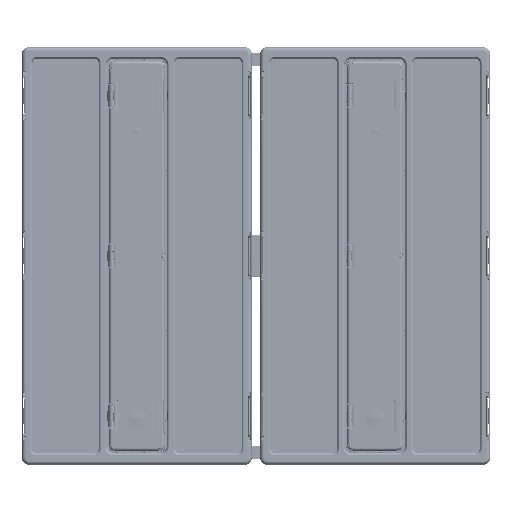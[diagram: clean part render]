
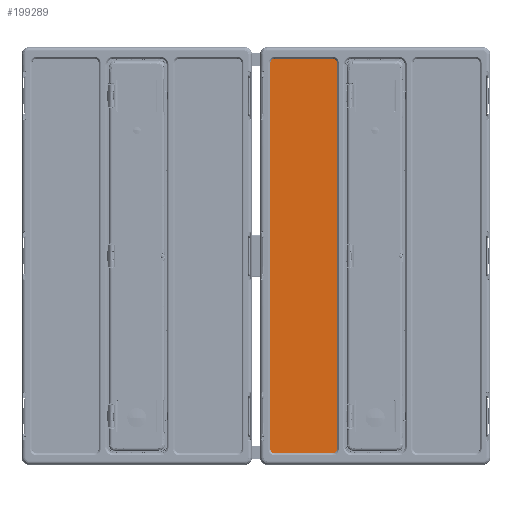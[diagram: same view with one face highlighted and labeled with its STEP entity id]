
A CAD part, front view. The second image highlights one B-rep face of the part: STEP entity #199289.
In plain terms, the highlighted planar face has unit normal (0, -1, 0).
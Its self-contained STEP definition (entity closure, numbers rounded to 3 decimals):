
#190048=CARTESIAN_POINT('',(1.235,-2.535,-17.585));
#190049=CARTESIAN_POINT('',(1.215,-2.535,-17.585));
#190050=CARTESIAN_POINT('',(1.179,-2.535,-17.58));
#190051=CARTESIAN_POINT('',(1.134,-2.535,-17.562));
#190052=CARTESIAN_POINT('',(1.093,-2.535,-17.534));
#190053=CARTESIAN_POINT('',(1.055,-2.535,-17.494));
#190054=CARTESIAN_POINT('',(1.026,-2.535,-17.436));
#190055=CARTESIAN_POINT('',(1.019,-2.535,-17.392));
#190056=CARTESIAN_POINT('',(1.019,-2.535,-17.369));
#190058=DIRECTION('',(0.,0.,1.));
#190059=VECTOR('',#190058,34.739);
#190060=CARTESIAN_POINT('',(1.019,-2.535,-17.369));
#190061=LINE('',#190060,#190059);
#190062=CARTESIAN_POINT('',(1.019,-2.535,17.371));
#190063=CARTESIAN_POINT('',(1.019,-2.535,17.391));
#190064=CARTESIAN_POINT('',(1.024,-2.535,17.427));
#190065=CARTESIAN_POINT('',(1.042,-2.535,17.472));
#190066=CARTESIAN_POINT('',(1.069,-2.535,17.513));
#190067=CARTESIAN_POINT('',(1.11,-2.535,17.551));
#190068=CARTESIAN_POINT('',(1.167,-2.535,17.58));
#190069=CARTESIAN_POINT('',(1.211,-2.535,17.588));
#190070=CARTESIAN_POINT('',(1.235,-2.535,17.588));
#190072=DIRECTION('',(1.,0.,0.));
#190073=VECTOR('',#190072,5.864);
#190074=CARTESIAN_POINT('',(1.235,-2.535,17.588));
#190075=LINE('',#190074,#190073);
#190076=CARTESIAN_POINT('',(7.1,-2.535,17.588));
#190077=CARTESIAN_POINT('',(7.119,-2.535,17.588));
#190078=CARTESIAN_POINT('',(7.156,-2.535,17.582));
#190079=CARTESIAN_POINT('',(7.201,-2.535,17.564));
#190080=CARTESIAN_POINT('',(7.242,-2.535,17.537));
#190081=CARTESIAN_POINT('',(7.28,-2.535,17.496));
#190082=CARTESIAN_POINT('',(7.309,-2.535,17.439));
#190083=CARTESIAN_POINT('',(7.316,-2.535,17.395));
#190084=CARTESIAN_POINT('',(7.316,-2.535,17.371));
#190086=DIRECTION('',(0.,0.,-1.));
#190087=VECTOR('',#190086,34.739);
#190088=CARTESIAN_POINT('',(7.316,-2.535,17.371));
#190089=LINE('',#190088,#190087);
#190090=CARTESIAN_POINT('',(7.316,-2.535,-17.369));
#190091=CARTESIAN_POINT('',(7.316,-2.535,-17.388));
#190092=CARTESIAN_POINT('',(7.311,-2.535,-17.425));
#190093=CARTESIAN_POINT('',(7.293,-2.535,-17.47));
#190094=CARTESIAN_POINT('',(7.266,-2.535,-17.511));
#190095=CARTESIAN_POINT('',(7.225,-2.535,-17.549));
#190096=CARTESIAN_POINT('',(7.167,-2.535,-17.578));
#190097=CARTESIAN_POINT('',(7.123,-2.535,-17.585));
#190098=CARTESIAN_POINT('',(7.1,-2.535,-17.585));
#190100=DIRECTION('',(-1.,0.,0.));
#190101=VECTOR('',#190100,5.864);
#190102=CARTESIAN_POINT('',(7.1,-2.535,-17.585));
#190103=LINE('',#190102,#190101);
#199124=VERTEX_POINT('',#190056);
#199125=VERTEX_POINT('',#190048);
#199128=CARTESIAN_POINT('',(7.1,-2.535,-17.585));
#199129=VERTEX_POINT('',#199128);
#199132=VERTEX_POINT('',#190090);
#199134=CARTESIAN_POINT('',(7.316,-2.535,17.371));
#199135=VERTEX_POINT('',#199134);
#199138=VERTEX_POINT('',#190076);
#199140=CARTESIAN_POINT('',(1.235,-2.535,17.588));
#199141=VERTEX_POINT('',#199140);
#199144=VERTEX_POINT('',#190062);
#199266=CARTESIAN_POINT('',(4.167,-2.535,0.001));
#199267=DIRECTION('',(0.,-1.,0.));
#199268=DIRECTION('',(-1.,0.,0.));
#199269=AXIS2_PLACEMENT_3D('',#199266,#199267,#199268);
#199270=PLANE('',#199269);
#199272=ORIENTED_EDGE('',*,*,#199271,.T.);
#199274=ORIENTED_EDGE('',*,*,#199273,.T.);
#199276=ORIENTED_EDGE('',*,*,#199275,.T.);
#199278=ORIENTED_EDGE('',*,*,#199277,.T.);
#199280=ORIENTED_EDGE('',*,*,#199279,.T.);
#199282=ORIENTED_EDGE('',*,*,#199281,.T.);
#199284=ORIENTED_EDGE('',*,*,#199283,.T.);
#199286=ORIENTED_EDGE('',*,*,#199285,.T.);
#199287=EDGE_LOOP('',(#199272,#199274,#199276,#199278,#199280,#199282,#199284,
#199286));
#199288=FACE_OUTER_BOUND('',#199287,.F.);
#199289=ADVANCED_FACE('',(#199288),#199270,.T.);
#190057=B_SPLINE_CURVE_WITH_KNOTS('',3,(#190048,#190049,#190050,#190051,#190052,
#190053,#190054,#190055,#190056),.UNSPECIFIED.,.F.,.F.,(4,1,1,1,1,1,4),(0.,
0.167,0.333,0.5,0.667,0.833,
1.),.UNSPECIFIED.);
#190071=B_SPLINE_CURVE_WITH_KNOTS('',3,(#190062,#190063,#190064,#190065,#190066,
#190067,#190068,#190069,#190070),.UNSPECIFIED.,.F.,.F.,(4,1,1,1,1,1,4),(0.,
0.167,0.333,0.5,0.667,0.833,
1.),.UNSPECIFIED.);
#190085=B_SPLINE_CURVE_WITH_KNOTS('',3,(#190076,#190077,#190078,#190079,#190080,
#190081,#190082,#190083,#190084),.UNSPECIFIED.,.F.,.F.,(4,1,1,1,1,1,4),(0.,
0.167,0.333,0.5,0.667,0.833,
1.),.UNSPECIFIED.);
#190099=B_SPLINE_CURVE_WITH_KNOTS('',3,(#190090,#190091,#190092,#190093,#190094,
#190095,#190096,#190097,#190098),.UNSPECIFIED.,.F.,.F.,(4,1,1,1,1,1,4),(0.,
0.167,0.333,0.5,0.667,0.833,
1.),.UNSPECIFIED.);
#199271=EDGE_CURVE('',#199125,#199124,#190057,.T.);
#199273=EDGE_CURVE('',#199124,#199144,#190061,.T.);
#199275=EDGE_CURVE('',#199144,#199141,#190071,.T.);
#199277=EDGE_CURVE('',#199141,#199138,#190075,.T.);
#199279=EDGE_CURVE('',#199138,#199135,#190085,.T.);
#199281=EDGE_CURVE('',#199135,#199132,#190089,.T.);
#199283=EDGE_CURVE('',#199132,#199129,#190099,.T.);
#199285=EDGE_CURVE('',#199129,#199125,#190103,.T.);
